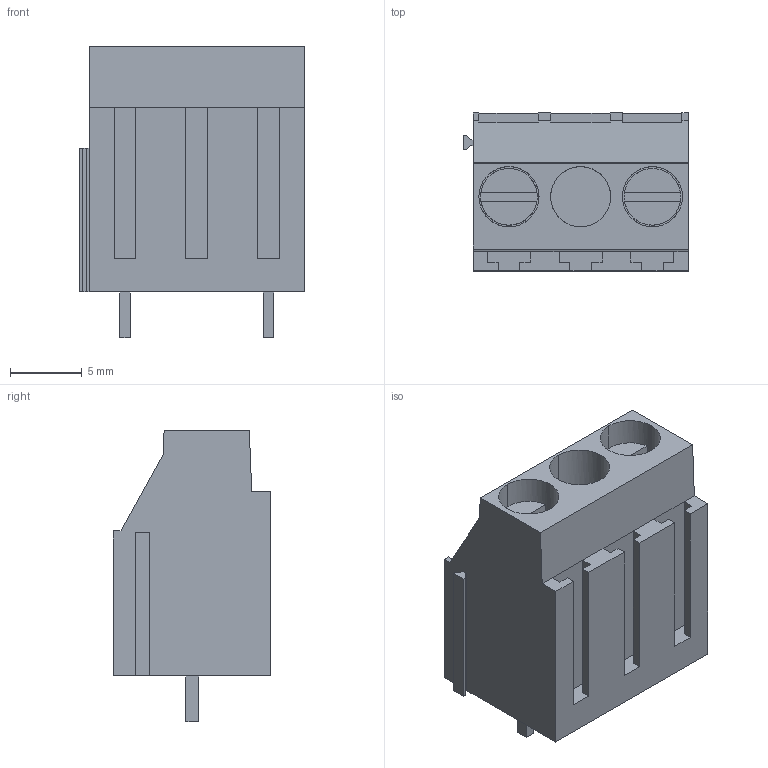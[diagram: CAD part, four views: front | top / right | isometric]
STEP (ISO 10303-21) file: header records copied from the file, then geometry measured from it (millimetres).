
FILE_DESCRIPTION(('CATIA V5 STEP Exchange','CAx-IF Rec.Pracs.--- Model Styling and Organization---1.4--- 2014-01-23'),'2;1');
FILE_NAME ('D1463444_1_2613390000_2613390000.stp','2022-06-10T08:43:52+00:00',('none'),('Weidmueller'),'CATIA Version 5-6 Release 2016 SP3 HF44','CATIA V5 STEP AP214','none');
FILE_SCHEMA(('AUTOMOTIVE_DESIGN { 1 0 10303 214 1 1 1 1 }'));
Length unit declared in the file: millimetre
Products named in the file (1): 2613390000
Bounding box: 15.65 x 11 x 20.32 mm (x, y, z)
Volume: 1965.2 mm3; surface area: 1927.4 mm2
Topology: 5 solids, 5 shells, 205 faces, 544 edges, 358 vertices
Faces by surface type: plane 191, cylinder 10, extrusion 4
Entity records: 6065 total; most frequent: CARTESIAN_POINT 1195, ORIENTED_EDGE 1088, DIRECTION 824, EDGE_CURVE 544, VECTOR 512, LINE 508, VERTEX_POINT 358, EDGE_LOOP 214
